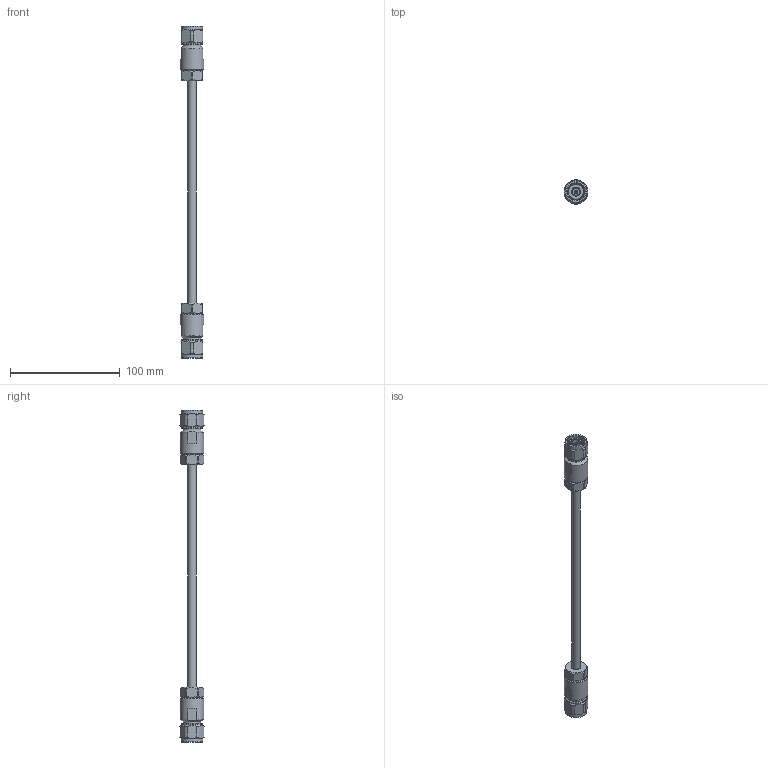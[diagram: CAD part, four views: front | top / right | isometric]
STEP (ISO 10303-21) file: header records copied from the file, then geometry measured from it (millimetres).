
FILE_DESCRIPTION (( 'STEP AP203' ), '1' );
FILE_NAME ('PE3C0124.step', '2019-12-03T19:43:03', ( '' ), ( '' ), 'SwSTEP 2.0', 'SolidWorks 2018', '' );
FILE_SCHEMA (( 'CONFIG_CONTROL_DESIGN' ));
Length unit declared in the file: inch
Products named in the file (3): Coax Cable_PE-1\4SFHC; PE44726; PE3C0124
Assembly tree (3 placements, depth 2):
  PE3C0124
    Coax Cable_PE-1\4SFHC
    PE44726  x2
Bounding box: 21.49 x 21.96 x 303 mm (x, y, z)
Volume: 36825.2 mm3; surface area: 17156.7 mm2
Topology: 3 solids, 3 shells, 173 faces, 409 edges, 260 vertices
Faces by surface type: cylinder 63, plane 58, cone 42, bspline 6, torus 4
Full cylindrical faces by diameter (mm): 1.524 x2, 3.048 x2, 6.909 x2, 7.696 x1, 7.925 x2, 8.128 x2, 15.875 x16, 16.049 x2, 16.178 x2, 19.854 x4, 21.488 x2
Entity records: 4040 total; most frequent: CARTESIAN_POINT 2091, DIRECTION 341, ORIENTED_EDGE 304, AXIS2_PLACEMENT_3D 154, EDGE_CURVE 152, EDGE_LOOP 111, VERTEX_POINT 107, FACE_OUTER_BOUND 94
